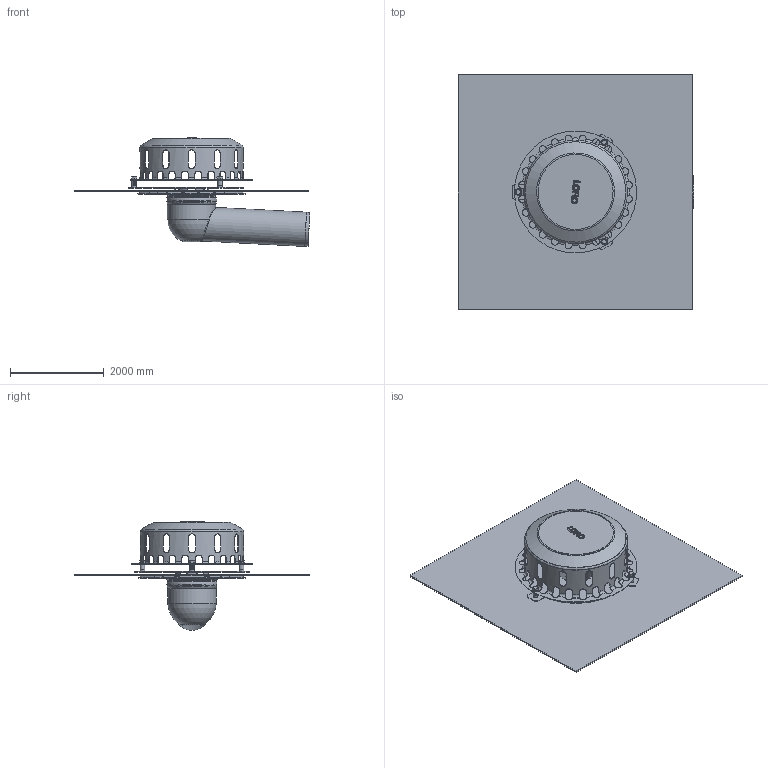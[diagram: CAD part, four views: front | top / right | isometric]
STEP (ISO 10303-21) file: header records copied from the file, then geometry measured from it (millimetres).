
FILE_DESCRIPTION(/* description */ (''),/* implementation_level */ '2;1');
FILE_NAME(/* name */ '15475.070X_3D.stp',/* time_stamp */ '2024-12-12T06:53:42+01:00',/* author */ ('CAD'),/* organization */ (''),/* preprocessor_version */ 'ST-DEVELOPER v20',/* originating_system */ 'AutoCAD Mechanical',/* authorisation */ '');
FILE_SCHEMA (('AUTOMOTIVE_DESIGN { 1 0 10303 214 3 1 1 }'));
Length unit declared in the file: centimetre
Products named in the file (5): Product; *S0; EINHEIT; 15479.070X; 15592.000XD
Assembly tree (4 placements, depth 2):
  Product
    *S0
    EINHEIT
    15479.070X
    15592.000XD
Bounding box: 5018.78 x 5000 x 2318.34 mm (x, y, z)
Volume: 1161159748.8 mm3; surface area: 105749540 mm2
Topology: 16 solids, 16 shells, 618 faces, 1738 edges, 1108 vertices
Faces by surface type: plane 185, cylinder 179, torus 122, cone 120, bspline 7, sphere 5
Full cylindrical faces by diameter (mm): 20 x4, 40 x3, 60 x3, 80 x3, 100 x3, 105 x2, 698 x1, 706 x2, 730 x4, 770 x2, 810 x2, 885 x1, 901 x1, 905 x1, 920 x1, 965 x2, 980 x1, 1000 x1, 1010 x1, 1030 x1, 2180 x1, 2200 x1, 2600 x1
Entity records: 26712 total; most frequent: CARTESIAN_POINT 10627, ORIENTED_EDGE 3454, DIRECTION 3301, EDGE_CURVE 1727, AXIS2_PLACEMENT_3D 1338, VERTEX_POINT 1103, EDGE_LOOP 692, CIRCLE 690
